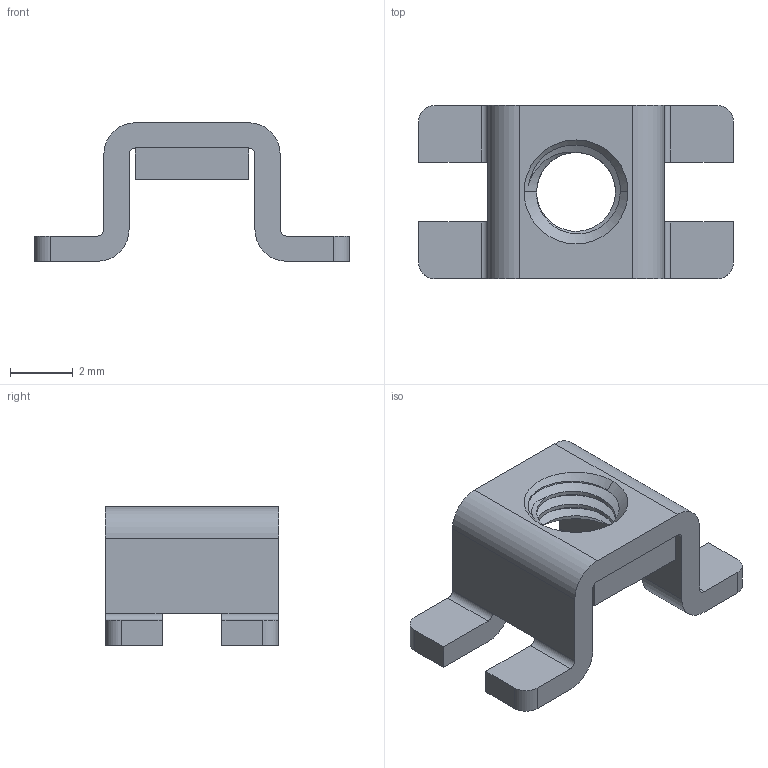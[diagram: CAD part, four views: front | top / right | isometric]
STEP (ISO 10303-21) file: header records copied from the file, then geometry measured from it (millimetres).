
FILE_DESCRIPTION(('FreeCAD Model'),'2;1');
FILE_NAME('Open CASCADE Shape Model','2026-01-06T18:15:09',('Author'),( ''),'Open CASCADE STEP processor 7.7','FreeCAD','Unknown');
FILE_SCHEMA(('AUTOMOTIVE_DESIGN { 1 0 10303 214 1 1 1 1 }'));
Length unit declared in the file: millimetre
Products named in the file (1): Shell
Bounding box: 10 x 5.5 x 4.4 mm (x, y, z)
Surface area: 224.4 mm2 (no closed solid volume)
Topology: 0 solids, 1 shells, 60 faces, 160 edges, 102 vertices
Faces by surface type: plane 32, cylinder 21, cone 4, bspline 3
Entity records: 2763 total; most frequent: CARTESIAN_POINT 1273, ORIENTED_EDGE 320, DIRECTION 294, EDGE_CURVE 160, VERTEX_POINT 102, LINE 102, VECTOR 102, AXIS2_PLACEMENT_3D 96
